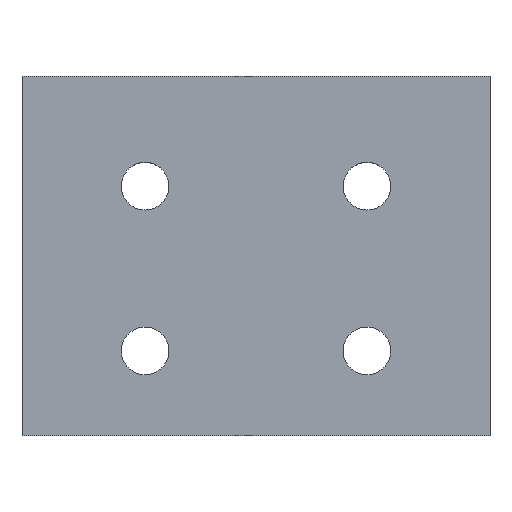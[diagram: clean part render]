
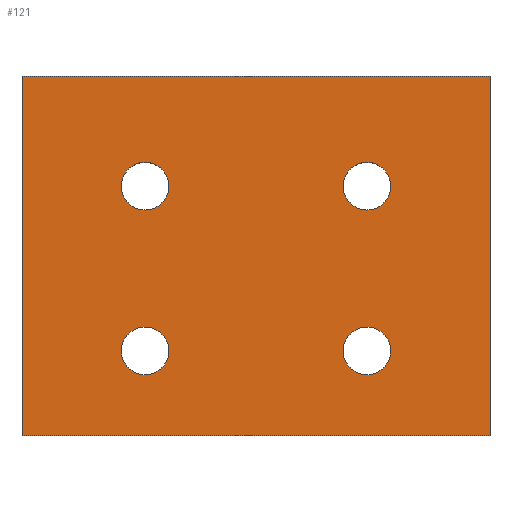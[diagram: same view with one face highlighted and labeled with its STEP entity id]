
A CAD part, top view. The second image highlights one B-rep face of the part: STEP entity #121.
In plain terms, the highlighted planar face has unit normal (0, 0, 1).
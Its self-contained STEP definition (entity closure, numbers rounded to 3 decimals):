
#121 = ADVANCED_FACE( '', ( #227, #228, #229, #230, #231 ), #232, .T. );
#227 = FACE_BOUND( '', #339, .T. );
#228 = FACE_BOUND( '', #340, .T. );
#229 = FACE_BOUND( '', #341, .T. );
#230 = FACE_BOUND( '', #342, .T. );
#231 = FACE_OUTER_BOUND( '', #343, .T. );
#232 = PLANE( '', #344 );
#339 = EDGE_LOOP( '', ( #751, #752 ) );
#340 = EDGE_LOOP( '', ( #753, #754 ) );
#341 = EDGE_LOOP( '', ( #755, #756 ) );
#342 = EDGE_LOOP( '', ( #757, #758 ) );
#343 = EDGE_LOOP( '', ( #759, #760, #761, #762 ) );
#344 = AXIS2_PLACEMENT_3D( '', #763, #764, #765 );
#751 = ORIENTED_EDGE( '', *, *, #805, .T. );
#752 = ORIENTED_EDGE( '', *, *, #879, .T. );
#753 = ORIENTED_EDGE( '', *, *, #801, .T. );
#754 = ORIENTED_EDGE( '', *, *, #881, .T. );
#755 = ORIENTED_EDGE( '', *, *, #797, .T. );
#756 = ORIENTED_EDGE( '', *, *, #883, .T. );
#757 = ORIENTED_EDGE( '', *, *, #793, .T. );
#758 = ORIENTED_EDGE( '', *, *, #885, .T. );
#759 = ORIENTED_EDGE( '', *, *, #935, .T. );
#760 = ORIENTED_EDGE( '', *, *, #927, .F. );
#761 = ORIENTED_EDGE( '', *, *, #936, .F. );
#762 = ORIENTED_EDGE( '', *, *, #933, .T. );
#763 = CARTESIAN_POINT( '', ( 27., 41.5, 0. ) );
#764 = DIRECTION( '', ( 0., 0., 1. ) );
#765 = DIRECTION( '', ( 0., 1., 0. ) );
#793 = EDGE_CURVE( '', #938, #942, #944, .T. );
#797 = EDGE_CURVE( '', #946, #950, #952, .T. );
#801 = EDGE_CURVE( '', #954, #958, #960, .T. );
#805 = EDGE_CURVE( '', #962, #966, #968, .T. );
#879 = EDGE_CURVE( '', #966, #962, #1092, .T. );
#881 = EDGE_CURVE( '', #958, #954, #1094, .T. );
#883 = EDGE_CURVE( '', #950, #946, #1096, .T. );
#885 = EDGE_CURVE( '', #942, #938, #1098, .T. );
#927 = EDGE_CURVE( '', #1165, #1167, #1168, .T. );
#933 = EDGE_CURVE( '', #1177, #1175, #1178, .T. );
#935 = EDGE_CURVE( '', #1175, #1167, #1180, .T. );
#936 = EDGE_CURVE( '', #1177, #1165, #1181, .T. );
#938 = VERTEX_POINT( '', #1183 );
#942 = VERTEX_POINT( '', #1188 );
#944 = CIRCLE( '', #1191, 2.75 );
#946 = VERTEX_POINT( '', #1193 );
#950 = VERTEX_POINT( '', #1198 );
#952 = CIRCLE( '', #1201, 2.75 );
#954 = VERTEX_POINT( '', #1203 );
#958 = VERTEX_POINT( '', #1208 );
#960 = CIRCLE( '', #1211, 2.75 );
#962 = VERTEX_POINT( '', #1213 );
#966 = VERTEX_POINT( '', #1218 );
#968 = CIRCLE( '', #1221, 2.75 );
#1092 = CIRCLE( '', #1460, 2.75 );
#1094 = CIRCLE( '', #1462, 2.75 );
#1096 = CIRCLE( '', #1464, 2.75 );
#1098 = CIRCLE( '', #1466, 2.75 );
#1165 = VERTEX_POINT( '', #1560 );
#1167 = VERTEX_POINT( '', #1563 );
#1168 = LINE( '', #1564, #1565 );
#1175 = VERTEX_POINT( '', #1576 );
#1177 = VERTEX_POINT( '', #1579 );
#1178 = LINE( '', #1580, #1581 );
#1180 = LINE( '', #1584, #1585 );
#1181 = LINE( '', #1586, #1587 );
#1183 = CARTESIAN_POINT( '', ( -10.05, 28.8, 0. ) );
#1188 = CARTESIAN_POINT( '', ( -15.55, 28.8, 0. ) );
#1191 = AXIS2_PLACEMENT_3D( '', #1593, #1594, #1595 );
#1193 = CARTESIAN_POINT( '', ( 15.55, 28.8, 0. ) );
#1198 = CARTESIAN_POINT( '', ( 10.05, 28.8, 0. ) );
#1201 = AXIS2_PLACEMENT_3D( '', #1601, #1602, #1603 );
#1203 = CARTESIAN_POINT( '', ( -10.05, 9.8, 0. ) );
#1208 = CARTESIAN_POINT( '', ( -15.55, 9.8, 0. ) );
#1211 = AXIS2_PLACEMENT_3D( '', #1609, #1610, #1611 );
#1213 = CARTESIAN_POINT( '', ( 15.55, 9.8, 0. ) );
#1218 = CARTESIAN_POINT( '', ( 10.05, 9.8, 0. ) );
#1221 = AXIS2_PLACEMENT_3D( '', #1617, #1618, #1619 );
#1460 = AXIS2_PLACEMENT_3D( '', #1733, #1734, #1735 );
#1462 = AXIS2_PLACEMENT_3D( '', #1739, #1740, #1741 );
#1464 = AXIS2_PLACEMENT_3D( '', #1745, #1746, #1747 );
#1466 = AXIS2_PLACEMENT_3D( '', #1751, #1752, #1753 );
#1560 = CARTESIAN_POINT( '', ( 27., 0., 0. ) );
#1563 = CARTESIAN_POINT( '', ( -27., 0., 0. ) );
#1564 = CARTESIAN_POINT( '', ( 27., 0., 0. ) );
#1565 = VECTOR( '', #1821, 1. );
#1576 = CARTESIAN_POINT( '', ( -27., 41.5, 0. ) );
#1579 = CARTESIAN_POINT( '', ( 27., 41.5, 0. ) );
#1580 = CARTESIAN_POINT( '', ( 27., 41.5, 0. ) );
#1581 = VECTOR( '', #1827, 1. );
#1584 = CARTESIAN_POINT( '', ( -27., 41.5, 0. ) );
#1585 = VECTOR( '', #1829, 1. );
#1586 = CARTESIAN_POINT( '', ( 27., 41.5, 0. ) );
#1587 = VECTOR( '', #1830, 1. );
#1593 = CARTESIAN_POINT( '', ( -12.8, 28.8, 0. ) );
#1594 = DIRECTION( '', ( 0., 0., -1. ) );
#1595 = DIRECTION( '', ( 1., 0., 0. ) );
#1601 = CARTESIAN_POINT( '', ( 12.8, 28.8, 0. ) );
#1602 = DIRECTION( '', ( 0., 0., -1. ) );
#1603 = DIRECTION( '', ( 1., 0., 0. ) );
#1609 = CARTESIAN_POINT( '', ( -12.8, 9.8, 0. ) );
#1610 = DIRECTION( '', ( 0., 0., -1. ) );
#1611 = DIRECTION( '', ( 1., 0., 0. ) );
#1617 = CARTESIAN_POINT( '', ( 12.8, 9.8, 0. ) );
#1618 = DIRECTION( '', ( 0., 0., -1. ) );
#1619 = DIRECTION( '', ( 1., 0., 0. ) );
#1733 = CARTESIAN_POINT( '', ( 12.8, 9.8, 0. ) );
#1734 = DIRECTION( '', ( 0., 0., -1. ) );
#1735 = DIRECTION( '', ( 1., 0., 0. ) );
#1739 = CARTESIAN_POINT( '', ( -12.8, 9.8, 0. ) );
#1740 = DIRECTION( '', ( 0., 0., -1. ) );
#1741 = DIRECTION( '', ( 1., 0., 0. ) );
#1745 = CARTESIAN_POINT( '', ( 12.8, 28.8, 0. ) );
#1746 = DIRECTION( '', ( 0., 0., -1. ) );
#1747 = DIRECTION( '', ( 1., 0., 0. ) );
#1751 = CARTESIAN_POINT( '', ( -12.8, 28.8, 0. ) );
#1752 = DIRECTION( '', ( 0., 0., -1. ) );
#1753 = DIRECTION( '', ( 1., 0., 0. ) );
#1821 = DIRECTION( '', ( -1., 0., 0. ) );
#1827 = DIRECTION( '', ( -1., 0., 0. ) );
#1829 = DIRECTION( '', ( 0., -1., 0. ) );
#1830 = DIRECTION( '', ( 0., -1., 0. ) );
